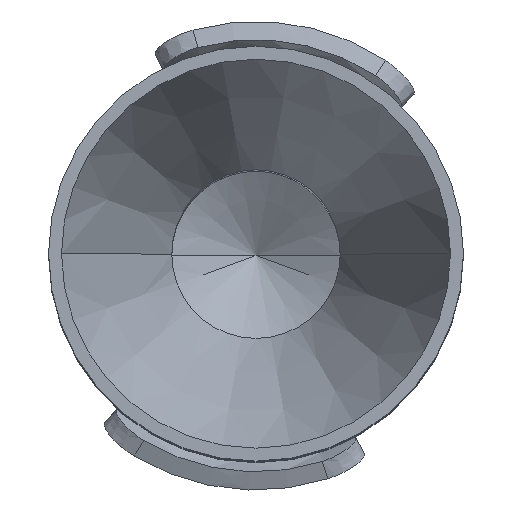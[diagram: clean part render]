
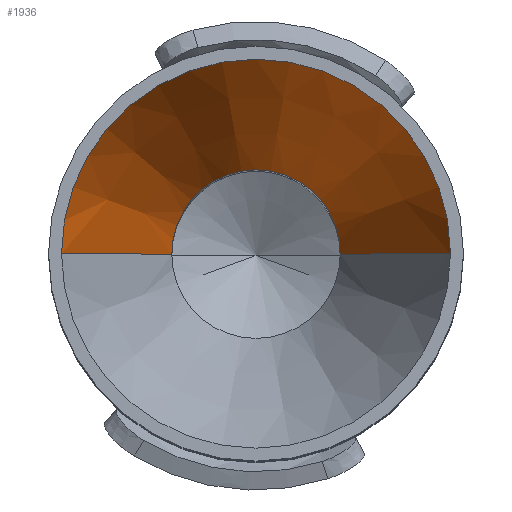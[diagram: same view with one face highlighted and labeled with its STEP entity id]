
A CAD part, top view. The second image highlights one B-rep face of the part: STEP entity #1936.
In plain terms, the highlighted conical face has half-angle 24.284 degrees and reference radius 1.075 mm.
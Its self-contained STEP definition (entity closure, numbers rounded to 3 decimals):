
#306=DIRECTION('',(0.411,0.,-0.912));
#307=VECTOR('',#306,2.067);
#308=CARTESIAN_POINT('',(-1.5,0.,12.334));
#309=LINE('',#308,#307);
#310=CARTESIAN_POINT('',(0.,0.,12.334));
#311=DIRECTION('',(0.,0.,-1.));
#312=DIRECTION('',(-1.,0.,0.));
#313=AXIS2_PLACEMENT_3D('',#310,#311,#312);
#315=DIRECTION('',(-0.411,0.,-0.912));
#316=VECTOR('',#315,2.067);
#317=CARTESIAN_POINT('',(1.5,0.,12.334));
#318=LINE('',#317,#316);
#328=CARTESIAN_POINT('',(0.,0.,10.45));
#329=DIRECTION('',(0.,0.,-1.));
#330=DIRECTION('',(-1.,0.,0.));
#331=AXIS2_PLACEMENT_3D('',#328,#329,#330);
#1297=CARTESIAN_POINT('',(-1.5,0.,12.334));
#1298=CARTESIAN_POINT('',(1.5,0.,12.334));
#1299=VERTEX_POINT('',#1297);
#1300=VERTEX_POINT('',#1298);
#1431=CARTESIAN_POINT('',(-0.65,0.,10.45));
#1433=VERTEX_POINT('',#1431);
#1435=CARTESIAN_POINT('',(0.65,0.,10.45));
#1437=VERTEX_POINT('',#1435);
#1924=CARTESIAN_POINT('',(0.,0.,11.392));
#1925=DIRECTION('',(0.,0.,1.));
#1926=DIRECTION('',(-1.,0.,0.));
#1927=AXIS2_PLACEMENT_3D('',#1924,#1925,#1926);
#1928=CONICAL_SURFACE('',#1927,1.075,24.284);
#1929=ORIENTED_EDGE('',*,*,#1914,.F.);
#1930=ORIENTED_EDGE('',*,*,#1904,.T.);
#1931=ORIENTED_EDGE('',*,*,#1918,.T.);
#1933=ORIENTED_EDGE('',*,*,#1932,.F.);
#1934=EDGE_LOOP('',(#1929,#1930,#1931,#1933));
#1935=FACE_OUTER_BOUND('',#1934,.F.);
#1936=ADVANCED_FACE('',(#1935),#1928,.F.);
#314=CIRCLE('',#313,1.5);
#332=CIRCLE('',#331,0.65);
#1904=EDGE_CURVE('',#1299,#1300,#314,.T.);
#1914=EDGE_CURVE('',#1299,#1433,#309,.T.);
#1918=EDGE_CURVE('',#1300,#1437,#318,.T.);
#1932=EDGE_CURVE('',#1433,#1437,#332,.T.);
